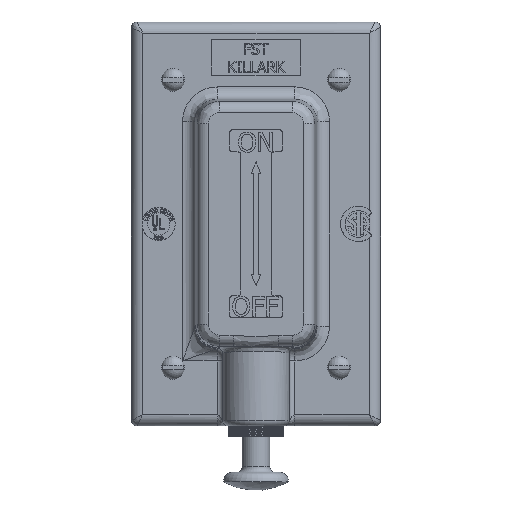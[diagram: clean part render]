
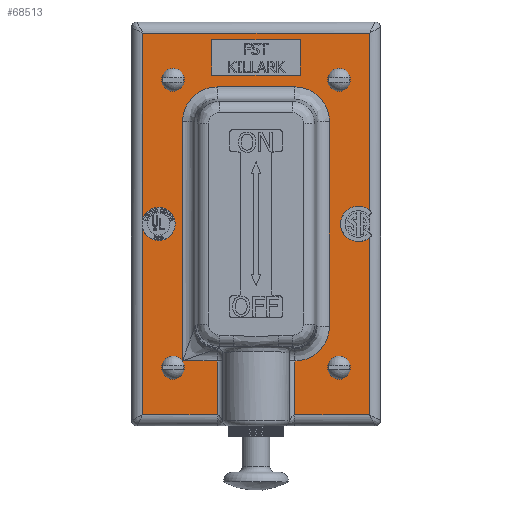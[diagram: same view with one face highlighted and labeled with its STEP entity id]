
A CAD part, top view. The second image highlights one B-rep face of the part: STEP entity #68513.
In plain terms, the highlighted planar face has unit normal (0, 0, 1).
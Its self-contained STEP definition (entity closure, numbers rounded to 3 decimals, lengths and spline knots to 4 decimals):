
#1258=ELLIPSE('',#72813,0.3917,0.3906);
#1260=ELLIPSE('',#72817,0.3917,0.3906);
#1262=ELLIPSE('',#72821,0.3917,0.3906);
#3683=FACE_BOUND('',#11505,.T.);
#3684=FACE_BOUND('',#11506,.T.);
#3685=FACE_BOUND('',#11507,.T.);
#3686=FACE_BOUND('',#11508,.T.);
#3687=FACE_BOUND('',#11509,.T.);
#4018=PLANE('',#72834);
#7352=FACE_OUTER_BOUND('',#11504,.T.);
#11504=EDGE_LOOP('',(#49241,#49242,#49243,#49244,#49245,#49246,#49247,#49248,
#49249,#49250,#49251,#49252,#49253,#49254,#49255,#49256,#49257,#49258,#49259));
#11505=EDGE_LOOP('',(#49260));
#11506=EDGE_LOOP('',(#49261));
#11507=EDGE_LOOP('',(#49262));
#11508=EDGE_LOOP('',(#49263));
#11509=EDGE_LOOP('',(#49264,#49265,#49266,#49267));
#15438=LINE('',#99442,#22523);
#15443=LINE('',#99522,#22528);
#15444=LINE('',#99525,#22529);
#15445=LINE('',#99536,#22530);
#16068=LINE('',#103829,#23153);
#16070=LINE('',#103836,#23155);
#16073=LINE('',#103959,#23158);
#16076=LINE('',#103964,#23161);
#16078=LINE('',#104020,#23163);
#16080=LINE('',#104025,#23165);
#16081=LINE('',#104026,#23166);
#16082=LINE('',#104028,#23167);
#16083=LINE('',#104031,#23168);
#16084=LINE('',#104033,#23169);
#16085=LINE('',#104044,#23170);
#16086=LINE('',#104046,#23171);
#16087=LINE('',#104048,#23172);
#16088=LINE('',#104049,#23173);
#22523=VECTOR('',#79034,0.3937);
#22528=VECTOR('',#79059,0.3937);
#22529=VECTOR('',#79062,0.3937);
#22530=VECTOR('',#79063,0.3937);
#23153=VECTOR('',#80322,0.3937);
#23155=VECTOR('',#80330,0.3937);
#23158=VECTOR('',#80369,0.3937);
#23161=VECTOR('',#80376,0.3937);
#23163=VECTOR('',#80388,0.3937);
#23165=VECTOR('',#80394,0.3937);
#23166=VECTOR('',#80395,0.3937);
#23167=VECTOR('',#80396,0.3937);
#23168=VECTOR('',#80399,0.3937);
#23169=VECTOR('',#80402,0.3937);
#23170=VECTOR('',#80411,0.3937);
#23171=VECTOR('',#80412,0.3937);
#23172=VECTOR('',#80413,0.3937);
#23173=VECTOR('',#80414,0.3937);
#29495=CIRCLE('',#72835,0.2);
#29496=CIRCLE('',#72836,0.1875);
#29497=CIRCLE('',#72837,0.0847);
#29498=CIRCLE('',#72838,0.0847);
#29499=CIRCLE('',#72839,0.0847);
#29500=CIRCLE('',#72840,0.0847);
#30378=VERTEX_POINT('',#99364);
#30388=VERTEX_POINT('',#99436);
#30389=VERTEX_POINT('',#99440);
#30391=VERTEX_POINT('',#99477);
#30394=VERTEX_POINT('',#99518);
#30395=VERTEX_POINT('',#99524);
#30397=VERTEX_POINT('',#99531);
#30911=VERTEX_POINT('',#103750);
#30918=VERTEX_POINT('',#103828);
#30920=VERTEX_POINT('',#103834);
#30924=VERTEX_POINT('',#103843);
#30925=VERTEX_POINT('',#103876);
#30926=VERTEX_POINT('',#103877);
#30928=VERTEX_POINT('',#103913);
#30929=VERTEX_POINT('',#103914);
#30931=VERTEX_POINT('',#103950);
#30934=VERTEX_POINT('',#104024);
#30935=VERTEX_POINT('',#104027);
#30936=VERTEX_POINT('',#104029);
#30937=VERTEX_POINT('',#104034);
#30938=VERTEX_POINT('',#104036);
#30939=VERTEX_POINT('',#104038);
#30940=VERTEX_POINT('',#104040);
#30941=VERTEX_POINT('',#104042);
#30942=VERTEX_POINT('',#104043);
#30943=VERTEX_POINT('',#104045);
#30944=VERTEX_POINT('',#104047);
#36673=EDGE_CURVE('',#30389,#30388,#15438,.T.);
#36684=EDGE_CURVE('',#30394,#30391,#15443,.T.);
#36685=EDGE_CURVE('',#30388,#30395,#15444,.T.);
#36688=EDGE_CURVE('',#30397,#30394,#15445,.T.);
#37610=EDGE_CURVE('',#30911,#30918,#16068,.T.);
#37614=EDGE_CURVE('',#30920,#30911,#16070,.T.);
#37619=EDGE_CURVE('',#30925,#30926,#1258,.T.);
#37623=EDGE_CURVE('',#30928,#30929,#1260,.T.);
#37627=EDGE_CURVE('',#30931,#30920,#1262,.T.);
#37632=EDGE_CURVE('',#30929,#30931,#16073,.T.);
#37635=EDGE_CURVE('',#30926,#30928,#16076,.T.);
#37640=EDGE_CURVE('',#30924,#30925,#16078,.T.);
#37642=EDGE_CURVE('',#30934,#30924,#16080,.T.);
#37643=EDGE_CURVE('',#30378,#30934,#16081,.T.);
#37644=EDGE_CURVE('',#30935,#30378,#16082,.T.);
#37645=EDGE_CURVE('',#30935,#30936,#29495,.T.);
#37646=EDGE_CURVE('',#30391,#30936,#16083,.T.);
#37647=EDGE_CURVE('',#30397,#30395,#29496,.T.);
#37648=EDGE_CURVE('',#30918,#30389,#16084,.T.);
#37649=EDGE_CURVE('',#30937,#30937,#29497,.T.);
#37650=EDGE_CURVE('',#30938,#30938,#29498,.T.);
#37651=EDGE_CURVE('',#30939,#30939,#29499,.T.);
#37652=EDGE_CURVE('',#30940,#30940,#29500,.T.);
#37653=EDGE_CURVE('',#30941,#30942,#16085,.T.);
#37654=EDGE_CURVE('',#30942,#30943,#16086,.T.);
#37655=EDGE_CURVE('',#30943,#30944,#16087,.T.);
#37656=EDGE_CURVE('',#30944,#30941,#16088,.T.);
#49241=ORIENTED_EDGE('',*,*,#37610,.F.);
#49242=ORIENTED_EDGE('',*,*,#37614,.F.);
#49243=ORIENTED_EDGE('',*,*,#37627,.F.);
#49244=ORIENTED_EDGE('',*,*,#37632,.F.);
#49245=ORIENTED_EDGE('',*,*,#37623,.F.);
#49246=ORIENTED_EDGE('',*,*,#37635,.F.);
#49247=ORIENTED_EDGE('',*,*,#37619,.F.);
#49248=ORIENTED_EDGE('',*,*,#37640,.F.);
#49249=ORIENTED_EDGE('',*,*,#37642,.F.);
#49250=ORIENTED_EDGE('',*,*,#37643,.F.);
#49251=ORIENTED_EDGE('',*,*,#37644,.F.);
#49252=ORIENTED_EDGE('',*,*,#37645,.T.);
#49253=ORIENTED_EDGE('',*,*,#37646,.F.);
#49254=ORIENTED_EDGE('',*,*,#36684,.F.);
#49255=ORIENTED_EDGE('',*,*,#36688,.F.);
#49256=ORIENTED_EDGE('',*,*,#37647,.T.);
#49257=ORIENTED_EDGE('',*,*,#36685,.F.);
#49258=ORIENTED_EDGE('',*,*,#36673,.F.);
#49259=ORIENTED_EDGE('',*,*,#37648,.F.);
#49260=ORIENTED_EDGE('',*,*,#37649,.T.);
#49261=ORIENTED_EDGE('',*,*,#37650,.T.);
#49262=ORIENTED_EDGE('',*,*,#37651,.T.);
#49263=ORIENTED_EDGE('',*,*,#37652,.T.);
#49264=ORIENTED_EDGE('',*,*,#37653,.T.);
#49265=ORIENTED_EDGE('',*,*,#37654,.T.);
#49266=ORIENTED_EDGE('',*,*,#37655,.T.);
#49267=ORIENTED_EDGE('',*,*,#37656,.T.);
#68513=ADVANCED_FACE('',(#7352,#3683,#3684,#3685,#3686,#3687),#4018,.T.);
#72813=AXIS2_PLACEMENT_3D('',#103878,#80341,#80342);
#72817=AXIS2_PLACEMENT_3D('',#103915,#80349,#80350);
#72821=AXIS2_PLACEMENT_3D('',#103951,#80357,#80358);
#72834=AXIS2_PLACEMENT_3D('',#104023,#80392,#80393);
#72835=AXIS2_PLACEMENT_3D('',#104030,#80397,#80398);
#72836=AXIS2_PLACEMENT_3D('',#104032,#80400,#80401);
#72837=AXIS2_PLACEMENT_3D('',#104035,#80403,#80404);
#72838=AXIS2_PLACEMENT_3D('',#104037,#80405,#80406);
#72839=AXIS2_PLACEMENT_3D('',#104039,#80407,#80408);
#72840=AXIS2_PLACEMENT_3D('',#104041,#80409,#80410);
#79034=DIRECTION('',(-1.,0.,0.));
#79059=DIRECTION('',(1.,0.,0.));
#79062=DIRECTION('',(0.,1.,0.));
#79063=DIRECTION('',(0.,1.,0.));
#80322=DIRECTION('',(1.,0.,0.));
#80330=DIRECTION('',(0.,-1.,0.));
#80341=DIRECTION('center_axis',(0.,0.,1.));
#80342=DIRECTION('ref_axis',(0.707,-0.707,0.));
#80349=DIRECTION('center_axis',(0.,0.,1.));
#80350=DIRECTION('ref_axis',(0.707,0.707,0.));
#80357=DIRECTION('center_axis',(0.,0.,1.));
#80358=DIRECTION('ref_axis',(-0.707,0.707,0.));
#80369=DIRECTION('',(-1.,0.,0.));
#80376=DIRECTION('',(0.,1.,0.));
#80388=DIRECTION('',(1.,0.,0.));
#80392=DIRECTION('center_axis',(0.,0.,1.));
#80393=DIRECTION('ref_axis',(1.,0.,0.));
#80394=DIRECTION('',(0.,1.,0.));
#80395=DIRECTION('',(-1.,0.,0.));
#80396=DIRECTION('',(0.,-1.,0.));
#80397=DIRECTION('center_axis',(0.,0.,-1.));
#80398=DIRECTION('ref_axis',(0.766,0.643,0.));
#80399=DIRECTION('',(0.,-1.,0.));
#80400=DIRECTION('center_axis',(0.,0.,-1.));
#80401=DIRECTION('ref_axis',(1.,0.,0.));
#80402=DIRECTION('',(0.,-1.,0.));
#80403=DIRECTION('center_axis',(0.,0.,-1.));
#80404=DIRECTION('ref_axis',(1.,0.,0.));
#80405=DIRECTION('center_axis',(0.,0.,-1.));
#80406=DIRECTION('ref_axis',(1.,0.,0.));
#80407=DIRECTION('center_axis',(0.,0.,-1.));
#80408=DIRECTION('ref_axis',(1.,0.,0.));
#80409=DIRECTION('center_axis',(0.,0.,-1.));
#80410=DIRECTION('ref_axis',(1.,0.,0.));
#80411=DIRECTION('',(1.,0.,0.));
#80412=DIRECTION('',(0.,-1.,0.));
#80413=DIRECTION('',(-1.,0.,0.));
#80414=DIRECTION('',(0.,1.,0.));
#99364=CARTESIAN_POINT('',(1.2813,-2.1563,0.25));
#99436=CARTESIAN_POINT('',(-1.2813,-2.1563,0.25));
#99440=CARTESIAN_POINT('',(-0.4375,-2.1563,0.25));
#99442=CARTESIAN_POINT('',(-0.7031,-2.1563,0.25));
#99477=CARTESIAN_POINT('',(1.2813,2.1563,0.25));
#99518=CARTESIAN_POINT('',(-1.2813,2.1563,0.25));
#99522=CARTESIAN_POINT('',(0.7031,2.1563,0.25));
#99524=CARTESIAN_POINT('',(-1.2813,-0.048,0.25));
#99525=CARTESIAN_POINT('',(-1.2813,1.1406,0.25));
#99531=CARTESIAN_POINT('',(-1.2813,0.048,0.25));
#99536=CARTESIAN_POINT('',(-1.2813,1.1406,0.25));
#103750=CARTESIAN_POINT('',(-0.829,-1.5478,0.25));
#103828=CARTESIAN_POINT('',(-0.4375,-1.5478,0.25));
#103829=CARTESIAN_POINT('',(-0.3281,-1.5478,0.25));
#103834=CARTESIAN_POINT('',(-0.829,1.1577,0.25));
#103836=CARTESIAN_POINT('',(-0.829,0.6875,0.25));
#103843=CARTESIAN_POINT('',(0.4375,-1.5478,0.25));
#103876=CARTESIAN_POINT('',(0.4389,-1.5478,0.25));
#103877=CARTESIAN_POINT('',(0.829,-1.1577,0.25));
#103878=CARTESIAN_POINT('Origin',(0.4378,-1.1566,0.25));
#103913=CARTESIAN_POINT('',(0.829,1.1577,0.25));
#103914=CARTESIAN_POINT('',(0.4389,1.5478,0.25));
#103915=CARTESIAN_POINT('Origin',(0.4378,1.1566,0.25));
#103950=CARTESIAN_POINT('',(-0.4389,1.5478,0.25));
#103951=CARTESIAN_POINT('Origin',(-0.4378,1.1566,0.25));
#103959=CARTESIAN_POINT('',(0.3281,1.5478,0.25));
#103964=CARTESIAN_POINT('',(0.829,-0.6875,0.25));
#104020=CARTESIAN_POINT('',(-0.3281,-1.5478,0.25));
#104023=CARTESIAN_POINT('Origin',(0.,0.,0.25));
#104024=CARTESIAN_POINT('',(0.4375,-2.1563,0.25));
#104025=CARTESIAN_POINT('',(0.4375,-1.1406,0.25));
#104026=CARTESIAN_POINT('',(-0.7031,-2.1563,0.25));
#104027=CARTESIAN_POINT('',(1.2813,-0.1561,0.25));
#104028=CARTESIAN_POINT('',(1.2813,-1.1406,0.25));
#104029=CARTESIAN_POINT('',(1.2813,0.1561,0.25));
#104030=CARTESIAN_POINT('Origin',(1.1563,0.,0.25));
#104031=CARTESIAN_POINT('',(1.2813,-1.1406,0.25));
#104032=CARTESIAN_POINT('Origin',(-1.1,0.,0.25));
#104033=CARTESIAN_POINT('',(-0.4375,-1.1406,0.25));
#104034=CARTESIAN_POINT('',(0.8528,-1.625,0.25));
#104035=CARTESIAN_POINT('Origin',(0.9375,-1.625,0.25));
#104036=CARTESIAN_POINT('',(-1.0222,1.625,0.25));
#104037=CARTESIAN_POINT('Origin',(-0.9375,1.625,0.25));
#104038=CARTESIAN_POINT('',(0.8528,1.625,0.25));
#104039=CARTESIAN_POINT('Origin',(0.9375,1.625,0.25));
#104040=CARTESIAN_POINT('',(-1.0222,-1.625,0.25));
#104041=CARTESIAN_POINT('Origin',(-0.9375,-1.625,0.25));
#104042=CARTESIAN_POINT('',(-0.5,2.0813,0.25));
#104043=CARTESIAN_POINT('',(0.5,2.0813,0.25));
#104044=CARTESIAN_POINT('',(-0.25,2.0813,0.25));
#104045=CARTESIAN_POINT('',(0.5,1.6813,0.25));
#104046=CARTESIAN_POINT('',(0.5,1.0406,0.25));
#104047=CARTESIAN_POINT('',(-0.5,1.6813,0.25));
#104048=CARTESIAN_POINT('',(0.25,1.6813,0.25));
#104049=CARTESIAN_POINT('',(-0.5,0.8406,0.25));
